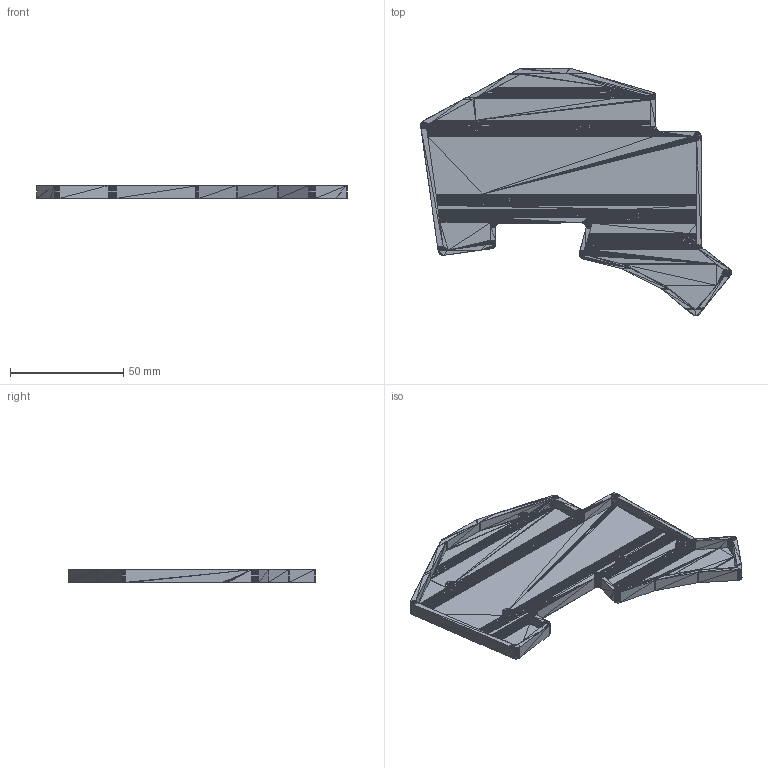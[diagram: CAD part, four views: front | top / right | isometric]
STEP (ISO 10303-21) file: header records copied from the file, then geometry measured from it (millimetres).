
FILE_DESCRIPTION((''),'2;1');
FILE_NAME('case', '2026-01-20T12:05:39', (''), (''), 'ImageToStl.com STEP Converter','', '');
FILE_SCHEMA(('AUTOMOTIVE_DESIGN_CC2'));
Length unit declared in the file: metre
Products named in the file (1): product0
Bounding box: 137.42 x 109.46 x 5.6 mm (x, y, z)
Surface area: 22824 mm2 (no closed solid volume)
Topology: 0 solids, 3596 shells, 3596 faces, 10473 edges, 1802 vertices
Faces by surface type: plane 3596
Entity records: 82744 total; most frequent: DIRECTION 17982, ORIENTED_EDGE 10788, EDGE_CURVE 10788, LINE 10788, VECTOR 10788, AXIS2_PLACEMENT_3D 3597, FACE_SURFACE 3596, PLANE 3596
